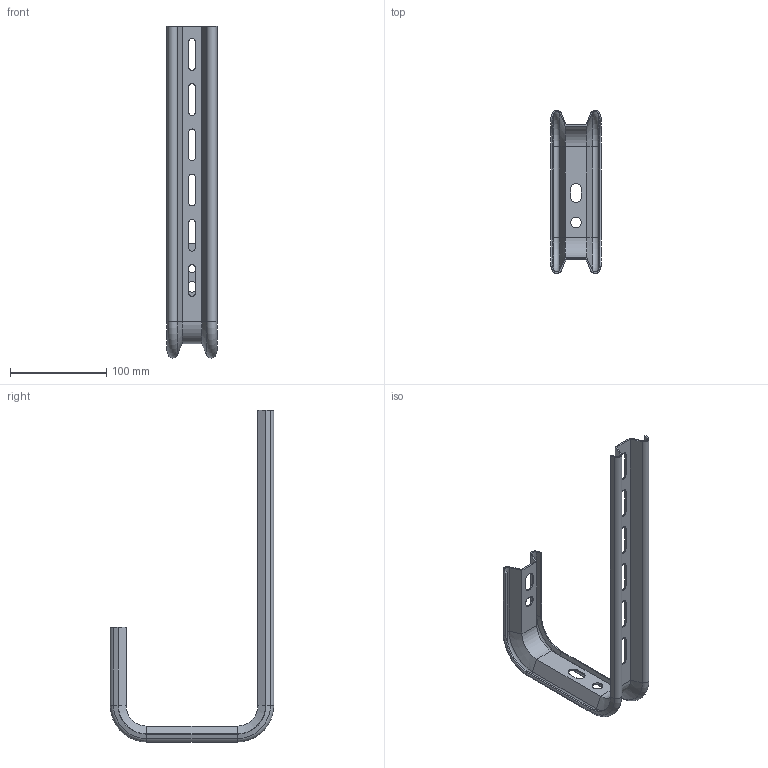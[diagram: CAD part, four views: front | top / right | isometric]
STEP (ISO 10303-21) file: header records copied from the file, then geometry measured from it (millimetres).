
FILE_DESCRIPTION(/* description */ (''),/* implementation_level */ '2;1');
FILE_NAME(/* name */ '',/* time_stamp */ '2023-05-15T12:07:47+03:00',/* author */ ('Man88'),/* organization */ (''),/* preprocessor_version */ 'ST-DEVELOPER v19.2',/* originating_system */ 'Autodesk Inventor 2023',/* authorisation */ '');
FILE_SCHEMA (('AUTOMOTIVE_DESIGN { 1 0 10303 214 3 1 1 }'));
Length unit declared in the file: millimetre
Products named in the file (1): С-образный подвес 
усиленный для лотка 
300 мм, SPVU300
Bounding box: 52.4 x 170 x 345 mm (x, y, z)
Volume: 64821.3 mm3; surface area: 89320.6 mm2
Topology: 1 solids, 1 shells, 116 faces, 278 edges, 164 vertices
Faces by surface type: plane 54, cylinder 34, cone 20, torus 8
Full cylindrical faces by diameter (mm): 11 x2
Entity records: 3501 total; most frequent: DIRECTION 604, CARTESIAN_POINT 559, ORIENTED_EDGE 556, EDGE_CURVE 278, AXIS2_PLACEMENT_3D 209, LINE 186, VECTOR 186, VERTEX_POINT 164
